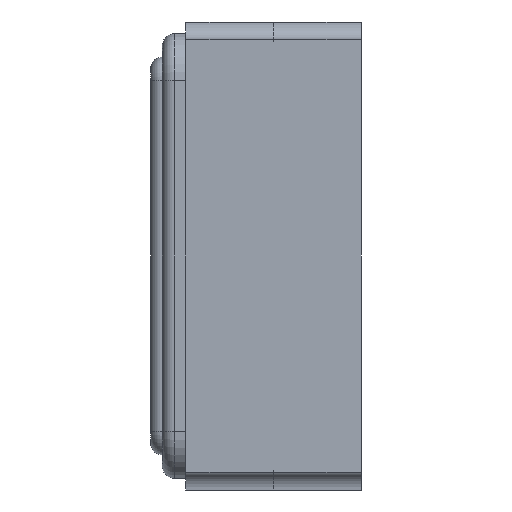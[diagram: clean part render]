
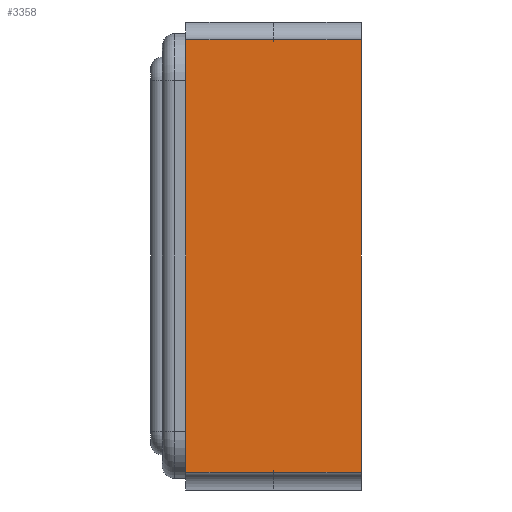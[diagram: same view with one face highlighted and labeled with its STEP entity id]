
A CAD part, left-side view. The second image highlights one B-rep face of the part: STEP entity #3358.
In plain terms, the highlighted planar face has unit normal (-1, 0, 0).
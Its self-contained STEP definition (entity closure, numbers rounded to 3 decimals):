
#222 = CARTESIAN_POINT ( 'NONE',  ( -1.25, 0.375, -0.925 ) ) ;
#271 = VECTOR ( 'NONE', #2343, 1000. ) ;
#273 = PLANE ( 'NONE',  #582 ) ;
#291 = VECTOR ( 'NONE', #1431, 1000. ) ;
#293 = CARTESIAN_POINT ( 'NONE',  ( -1.25, 0., 0. ) ) ;
#341 = CARTESIAN_POINT ( 'NONE',  ( -1.25, 0.75, 0.925 ) ) ;
#538 = EDGE_LOOP ( 'NONE', ( #888, #2570, #2997, #910, #4207, #1193 ) ) ;
#582 = AXIS2_PLACEMENT_3D ( 'NONE', #1629, #3023, #3723 ) ;
#588 = CARTESIAN_POINT ( 'NONE',  ( -1.25, 0.375, 0.925 ) ) ;
#590 = FACE_OUTER_BOUND ( 'NONE', #538, .T. ) ;
#737 = CARTESIAN_POINT ( 'NONE',  ( -1.25, 0.75, 0. ) ) ;
#741 = VERTEX_POINT ( 'NONE', #1726 ) ;
#836 = VECTOR ( 'NONE', #2352, 1000. ) ;
#849 = LINE ( 'NONE', #2206, #863 ) ;
#863 = VECTOR ( 'NONE', #3601, 1000. ) ;
#888 = ORIENTED_EDGE ( 'NONE', *, *, #2649, .F. ) ;
#910 = ORIENTED_EDGE ( 'NONE', *, *, #2966, .T. ) ;
#1193 = ORIENTED_EDGE ( 'NONE', *, *, #3725, .T. ) ;
#1277 = EDGE_CURVE ( 'NONE', #2928, #2162, #849, .T. ) ;
#1360 = VERTEX_POINT ( 'NONE', #3355 ) ;
#1365 = LINE ( 'NONE', #737, #1475 ) ;
#1431 = DIRECTION ( 'NONE',  ( 0., -1., 0. ) ) ;
#1475 = VECTOR ( 'NONE', #2764, 1000. ) ;
#1629 = CARTESIAN_POINT ( 'NONE',  ( -1.25, 0.75, 0. ) ) ;
#1726 = CARTESIAN_POINT ( 'NONE',  ( -1.25, 0., 0.925 ) ) ;
#1981 = LINE ( 'NONE', #293, #836 ) ;
#2162 = VERTEX_POINT ( 'NONE', #588 ) ;
#2186 = DIRECTION ( 'NONE',  ( 0., -1., 0. ) ) ;
#2206 = CARTESIAN_POINT ( 'NONE',  ( -1.25, 0.75, 0.925 ) ) ;
#2225 = CARTESIAN_POINT ( 'NONE',  ( -1.25, 0.75, -0.925 ) ) ;
#2341 = VERTEX_POINT ( 'NONE', #2225 ) ;
#2343 = DIRECTION ( 'NONE',  ( 0., -1., 0. ) ) ;
#2352 = DIRECTION ( 'NONE',  ( 0., 0., -1. ) ) ;
#2411 = CARTESIAN_POINT ( 'NONE',  ( -1.25, 0.375, -0.925 ) ) ;
#2459 = LINE ( 'NONE', #222, #291 ) ;
#2570 = ORIENTED_EDGE ( 'NONE', *, *, #2885, .F. ) ;
#2622 = LINE ( 'NONE', #3911, #3387 ) ;
#2649 = EDGE_CURVE ( 'NONE', #741, #1360, #1981, .T. ) ;
#2764 = DIRECTION ( 'NONE',  ( 0., 0., -1. ) ) ;
#2885 = EDGE_CURVE ( 'NONE', #2162, #741, #3936, .T. ) ;
#2928 = VERTEX_POINT ( 'NONE', #341 ) ;
#2966 = EDGE_CURVE ( 'NONE', #2928, #2341, #1365, .T. ) ;
#2969 = VERTEX_POINT ( 'NONE', #2411 ) ;
#2997 = ORIENTED_EDGE ( 'NONE', *, *, #1277, .F. ) ;
#3023 = DIRECTION ( 'NONE',  ( -1., 0., 0. ) ) ;
#3355 = CARTESIAN_POINT ( 'NONE',  ( -1.25, 0., -0.925 ) ) ;
#3358 = ADVANCED_FACE ( 'NONE', ( #590 ), #273, .T. ) ;
#3387 = VECTOR ( 'NONE', #2186, 1000. ) ;
#3582 = EDGE_CURVE ( 'NONE', #2341, #2969, #2622, .T. ) ;
#3601 = DIRECTION ( 'NONE',  ( 0., -1., 0. ) ) ;
#3723 = DIRECTION ( 'NONE',  ( 0., 0., 1. ) ) ;
#3725 = EDGE_CURVE ( 'NONE', #2969, #1360, #2459, .T. ) ;
#3911 = CARTESIAN_POINT ( 'NONE',  ( -1.25, 0.75, -0.925 ) ) ;
#3936 = LINE ( 'NONE', #4362, #271 ) ;
#4207 = ORIENTED_EDGE ( 'NONE', *, *, #3582, .T. ) ;
#4362 = CARTESIAN_POINT ( 'NONE',  ( -1.25, 0.375, 0.925 ) ) ;
